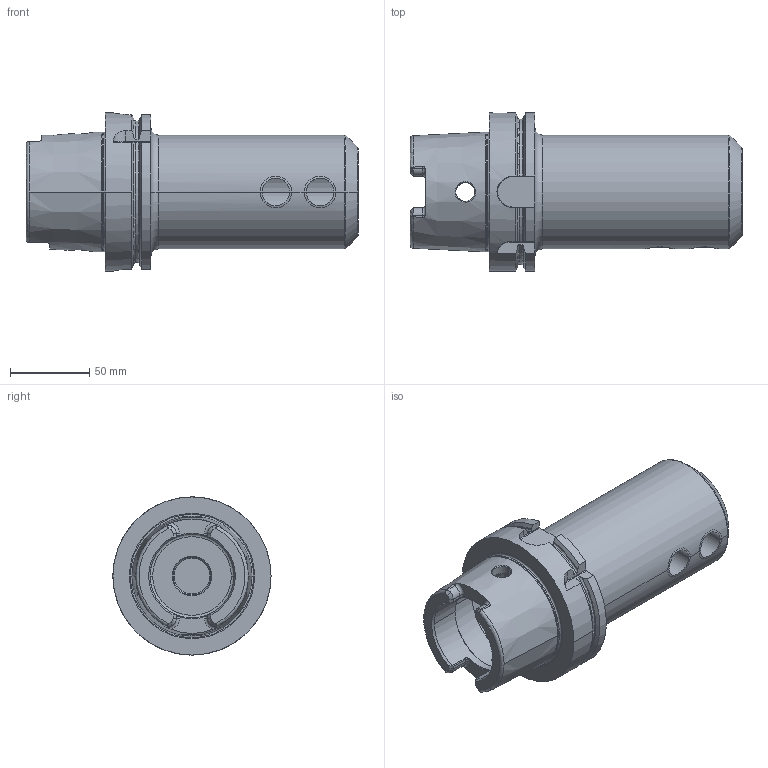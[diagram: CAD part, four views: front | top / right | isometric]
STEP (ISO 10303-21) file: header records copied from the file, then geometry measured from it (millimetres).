
FILE_DESCRIPTION((''),'2;1');
FILE_NAME('A100-002-32','2011-09-13T',('mei'),(''),'PRO/ENGINEER BY PARAMETRIC TECHNOLOGY CORPORATION, 2010430','PRO/ENGINEER BY PARAMETRIC TECHNOLOGY CORPORATION, 2010430','');
FILE_SCHEMA(('CONFIG_CONTROL_DESIGN'));
Length unit declared in the file: millimetre
Products named in the file (1): A100-002-32
Bounding box: 210 x 100 x 100 mm (x, y, z)
Volume: 720854.1 mm3; surface area: 88599.2 mm2
Topology: 1 solids, 5 shells, 184 faces, 469 edges, 285 vertices
Faces by surface type: cylinder 59, plane 50, torus 34, cone 31, bspline 8, extrusion 2
Entity records: 7446 total; most frequent: CARTESIAN_POINT 3075, ORIENTED_EDGE 922, DIRECTION 884, EDGE_CURVE 469, AXIS2_PLACEMENT_3D 346, VERTEX_POINT 285, VECTOR 192, LINE 190
